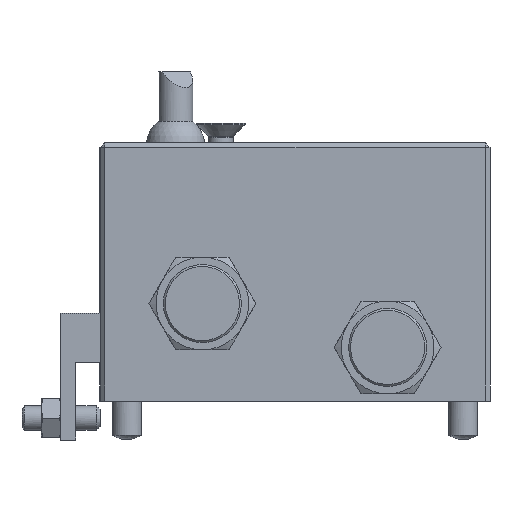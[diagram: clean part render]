
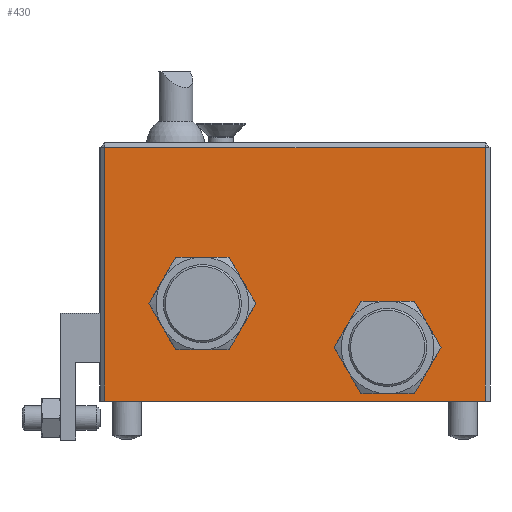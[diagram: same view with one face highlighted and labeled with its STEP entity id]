
A CAD part, left-side view. The second image highlights one B-rep face of the part: STEP entity #430.
In plain terms, the highlighted planar face has unit normal (-1, 0, 0).
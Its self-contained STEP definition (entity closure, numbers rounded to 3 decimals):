
#224=CIRCLE('',#2298,9.5);
#225=CIRCLE('',#2299,9.5);
#328=FACE_BOUND('',#786,.T.);
#329=FACE_BOUND('',#787,.T.);
#330=FACE_BOUND('',#788,.T.);
#430=ADVANCED_FACE('',(#328,#329,#330),#592,.F.);
#592=PLANE('',#2300);
#786=EDGE_LOOP('',(#1026));
#787=EDGE_LOOP('',(#1027));
#788=EDGE_LOOP('',(#1028,#1029,#1030,#1031));
#1026=ORIENTED_EDGE('',*,*,#1818,.T.);
#1027=ORIENTED_EDGE('',*,*,#1819,.T.);
#1028=ORIENTED_EDGE('',*,*,#1820,.T.);
#1029=ORIENTED_EDGE('',*,*,#1821,.T.);
#1030=ORIENTED_EDGE('',*,*,#1822,.T.);
#1031=ORIENTED_EDGE('',*,*,#1823,.T.);
#1622=VERTEX_POINT('',#3247);
#1623=VERTEX_POINT('',#3249);
#1624=VERTEX_POINT('',#3251);
#1625=VERTEX_POINT('',#3252);
#1626=VERTEX_POINT('',#3254);
#1627=VERTEX_POINT('',#3256);
#1818=EDGE_CURVE('',#1622,#1622,#224,.T.);
#1819=EDGE_CURVE('',#1623,#1623,#225,.T.);
#1820=EDGE_CURVE('',#1624,#1625,#2109,.T.);
#1821=EDGE_CURVE('',#1625,#1626,#2110,.T.);
#1822=EDGE_CURVE('',#1626,#1627,#2111,.T.);
#1823=EDGE_CURVE('',#1627,#1624,#2112,.T.);
#2109=LINE('',#3250,#2209);
#2110=LINE('',#3253,#2210);
#2111=LINE('',#3255,#2211);
#2112=LINE('',#3257,#2212);
#2209=VECTOR('',#2602,1.);
#2210=VECTOR('',#2603,1.);
#2211=VECTOR('',#2604,1.);
#2212=VECTOR('',#2605,1.);
#2298=AXIS2_PLACEMENT_3D('',#3246,#2598,#2599);
#2299=AXIS2_PLACEMENT_3D('',#3248,#2600,#2601);
#2300=AXIS2_PLACEMENT_3D('',#3258,#2606,#2607);
#2598=DIRECTION('',(1.,0.,0.));
#2599=DIRECTION('',(0.,0.,-1.));
#2600=DIRECTION('',(1.,0.,0.));
#2601=DIRECTION('',(0.,0.,-1.));
#2602=DIRECTION('',(0.,1.,0.));
#2603=DIRECTION('',(0.,0.,-1.));
#2604=DIRECTION('',(0.,-1.,0.));
#2605=DIRECTION('',(0.,0.,1.));
#2606=DIRECTION('',(1.,0.,0.));
#2607=DIRECTION('',(0.,0.,-1.));
#3246=CARTESIAN_POINT('',(-140.,-19.,11.));
#3247=CARTESIAN_POINT('',(-140.,-19.,1.5));
#3248=CARTESIAN_POINT('',(-140.,19.,20.));
#3249=CARTESIAN_POINT('',(-140.,19.,10.5));
#3250=CARTESIAN_POINT('',(-140.,40.,52.));
#3251=CARTESIAN_POINT('',(-140.,-39.,52.));
#3252=CARTESIAN_POINT('',(-140.,39.,52.));
#3253=CARTESIAN_POINT('',(-140.,39.,53.));
#3254=CARTESIAN_POINT('',(-140.,39.,0.));
#3255=CARTESIAN_POINT('',(-140.,0.,0.));
#3256=CARTESIAN_POINT('',(-140.,-39.,0.));
#3257=CARTESIAN_POINT('',(-140.,-39.,53.));
#3258=CARTESIAN_POINT('',(-140.,0.,53.));
